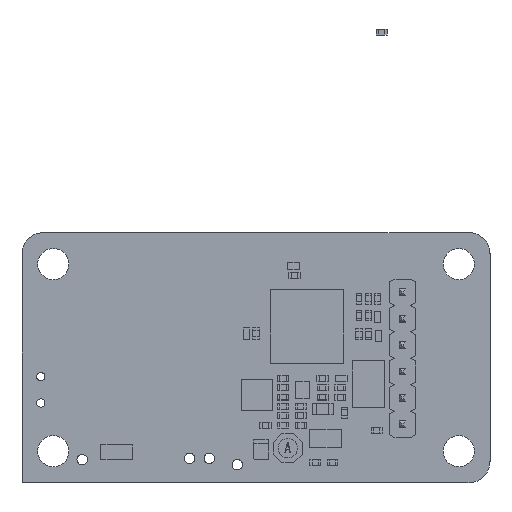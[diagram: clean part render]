
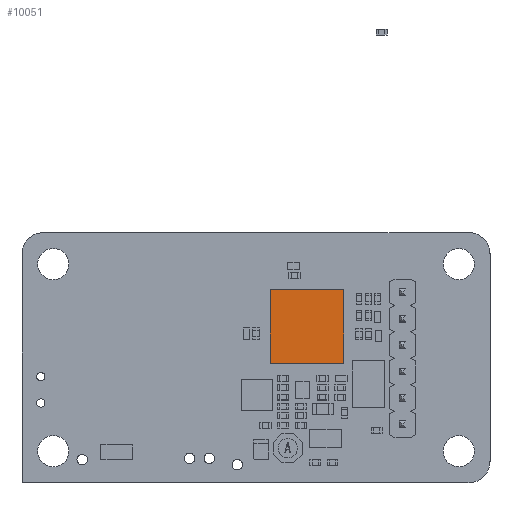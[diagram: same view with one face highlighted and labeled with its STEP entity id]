
A CAD part, top view. The second image highlights one B-rep face of the part: STEP entity #10051.
In plain terms, the highlighted planar face has unit normal (0, 0, 1).
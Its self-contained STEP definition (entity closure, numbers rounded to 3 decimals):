
#9737 = VERTEX_POINT('',#9738);
#9738 = CARTESIAN_POINT('',(3.55,3.55,1.));
#9745 = PLANE('',#9746);
#9746 = AXIS2_PLACEMENT_3D('',#9747,#9748,#9749);
#9747 = CARTESIAN_POINT('',(3.55,3.55,0.));
#9748 = DIRECTION('',(0.,-1.,0.));
#9749 = DIRECTION('',(-1.,0.,0.));
#9757 = PLANE('',#9758);
#9758 = AXIS2_PLACEMENT_3D('',#9759,#9760,#9761);
#9759 = CARTESIAN_POINT('',(3.55,-3.55,0.));
#9760 = DIRECTION('',(-1.,0.,0.));
#9761 = DIRECTION('',(0.,1.,0.));
#9769 = EDGE_CURVE('',#9737,#9770,#9772,.T.);
#9770 = VERTEX_POINT('',#9771);
#9771 = CARTESIAN_POINT('',(-3.55,3.55,1.));
#9772 = SURFACE_CURVE('',#9773,(#9777,#9784),.PCURVE_S1.);
#9773 = LINE('',#9774,#9775);
#9774 = CARTESIAN_POINT('',(3.55,3.55,1.));
#9775 = VECTOR('',#9776,1.);
#9776 = DIRECTION('',(-1.,0.,0.));
#9777 = PCURVE('',#9745,#9778);
#9778 = DEFINITIONAL_REPRESENTATION('',(#9779),#9783);
#9779 = LINE('',#9780,#9781);
#9780 = CARTESIAN_POINT('',(0.,-1.));
#9781 = VECTOR('',#9782,1.);
#9782 = DIRECTION('',(1.,0.));
#9783 = ( GEOMETRIC_REPRESENTATION_CONTEXT(2) 
PARAMETRIC_REPRESENTATION_CONTEXT() REPRESENTATION_CONTEXT('2D SPACE',''
  ) );
#9784 = PCURVE('',#9785,#9790);
#9785 = PLANE('',#9786);
#9786 = AXIS2_PLACEMENT_3D('',#9787,#9788,#9789);
#9787 = CARTESIAN_POINT('',(3.55,3.55,1.));
#9788 = DIRECTION('',(0.,0.,-1.));
#9789 = DIRECTION('',(-1.,0.,0.));
#9790 = DEFINITIONAL_REPRESENTATION('',(#9791),#9795);
#9791 = LINE('',#9792,#9793);
#9792 = CARTESIAN_POINT('',(0.,0.));
#9793 = VECTOR('',#9794,1.);
#9794 = DIRECTION('',(1.,0.));
#9795 = ( GEOMETRIC_REPRESENTATION_CONTEXT(2) 
PARAMETRIC_REPRESENTATION_CONTEXT() REPRESENTATION_CONTEXT('2D SPACE',''
  ) );
#9813 = PLANE('',#9814);
#9814 = AXIS2_PLACEMENT_3D('',#9815,#9816,#9817);
#9815 = CARTESIAN_POINT('',(-3.55,3.55,0.));
#9816 = DIRECTION('',(1.,0.,0.));
#9817 = DIRECTION('',(0.,-1.,0.));
#9855 = EDGE_CURVE('',#9770,#9856,#9858,.T.);
#9856 = VERTEX_POINT('',#9857);
#9857 = CARTESIAN_POINT('',(-3.55,-3.55,1.));
#9858 = SURFACE_CURVE('',#9859,(#9863,#9870),.PCURVE_S1.);
#9859 = LINE('',#9860,#9861);
#9860 = CARTESIAN_POINT('',(-3.55,3.55,1.));
#9861 = VECTOR('',#9862,1.);
#9862 = DIRECTION('',(0.,-1.,0.));
#9863 = PCURVE('',#9813,#9864);
#9864 = DEFINITIONAL_REPRESENTATION('',(#9865),#9869);
#9865 = LINE('',#9866,#9867);
#9866 = CARTESIAN_POINT('',(0.,-1.));
#9867 = VECTOR('',#9868,1.);
#9868 = DIRECTION('',(1.,0.));
#9869 = ( GEOMETRIC_REPRESENTATION_CONTEXT(2) 
PARAMETRIC_REPRESENTATION_CONTEXT() REPRESENTATION_CONTEXT('2D SPACE',''
  ) );
#9870 = PCURVE('',#9785,#9871);
#9871 = DEFINITIONAL_REPRESENTATION('',(#9872),#9876);
#9872 = LINE('',#9873,#9874);
#9873 = CARTESIAN_POINT('',(7.1,0.));
#9874 = VECTOR('',#9875,1.);
#9875 = DIRECTION('',(0.,-1.));
#9876 = ( GEOMETRIC_REPRESENTATION_CONTEXT(2) 
PARAMETRIC_REPRESENTATION_CONTEXT() REPRESENTATION_CONTEXT('2D SPACE',''
  ) );
#9894 = PLANE('',#9895);
#9895 = AXIS2_PLACEMENT_3D('',#9896,#9897,#9898);
#9896 = CARTESIAN_POINT('',(-3.55,-3.55,0.));
#9897 = DIRECTION('',(0.,1.,0.));
#9898 = DIRECTION('',(1.,0.,0.));
#9931 = EDGE_CURVE('',#9856,#9932,#9934,.T.);
#9932 = VERTEX_POINT('',#9933);
#9933 = CARTESIAN_POINT('',(3.55,-3.55,1.));
#9934 = SURFACE_CURVE('',#9935,(#9939,#9946),.PCURVE_S1.);
#9935 = LINE('',#9936,#9937);
#9936 = CARTESIAN_POINT('',(-3.55,-3.55,1.));
#9937 = VECTOR('',#9938,1.);
#9938 = DIRECTION('',(1.,0.,0.));
#9939 = PCURVE('',#9894,#9940);
#9940 = DEFINITIONAL_REPRESENTATION('',(#9941),#9945);
#9941 = LINE('',#9942,#9943);
#9942 = CARTESIAN_POINT('',(0.,-1.));
#9943 = VECTOR('',#9944,1.);
#9944 = DIRECTION('',(1.,0.));
#9945 = ( GEOMETRIC_REPRESENTATION_CONTEXT(2) 
PARAMETRIC_REPRESENTATION_CONTEXT() REPRESENTATION_CONTEXT('2D SPACE',''
  ) );
#9946 = PCURVE('',#9785,#9947);
#9947 = DEFINITIONAL_REPRESENTATION('',(#9948),#9952);
#9948 = LINE('',#9949,#9950);
#9949 = CARTESIAN_POINT('',(7.1,-7.1));
#9950 = VECTOR('',#9951,1.);
#9951 = DIRECTION('',(-1.,0.));
#9952 = ( GEOMETRIC_REPRESENTATION_CONTEXT(2) 
PARAMETRIC_REPRESENTATION_CONTEXT() REPRESENTATION_CONTEXT('2D SPACE',''
  ) );
#10002 = EDGE_CURVE('',#9932,#9737,#10003,.T.);
#10003 = SURFACE_CURVE('',#10004,(#10008,#10015),.PCURVE_S1.);
#10004 = LINE('',#10005,#10006);
#10005 = CARTESIAN_POINT('',(3.55,-3.55,1.));
#10006 = VECTOR('',#10007,1.);
#10007 = DIRECTION('',(0.,1.,0.));
#10008 = PCURVE('',#9757,#10009);
#10009 = DEFINITIONAL_REPRESENTATION('',(#10010),#10014);
#10010 = LINE('',#10011,#10012);
#10011 = CARTESIAN_POINT('',(0.,-1.));
#10012 = VECTOR('',#10013,1.);
#10013 = DIRECTION('',(1.,0.));
#10014 = ( GEOMETRIC_REPRESENTATION_CONTEXT(2) 
PARAMETRIC_REPRESENTATION_CONTEXT() REPRESENTATION_CONTEXT('2D SPACE',''
  ) );
#10015 = PCURVE('',#9785,#10016);
#10016 = DEFINITIONAL_REPRESENTATION('',(#10017),#10021);
#10017 = LINE('',#10018,#10019);
#10018 = CARTESIAN_POINT('',(0.,-7.1));
#10019 = VECTOR('',#10020,1.);
#10020 = DIRECTION('',(0.,1.));
#10021 = ( GEOMETRIC_REPRESENTATION_CONTEXT(2) 
PARAMETRIC_REPRESENTATION_CONTEXT() REPRESENTATION_CONTEXT('2D SPACE',''
  ) );
#10051 = ADVANCED_FACE('',(#10052),#9785,.F.);
#10052 = FACE_BOUND('',#10053,.T.);
#10053 = EDGE_LOOP('',(#10054,#10055,#10056,#10057));
#10054 = ORIENTED_EDGE('',*,*,#9769,.T.);
#10055 = ORIENTED_EDGE('',*,*,#9855,.T.);
#10056 = ORIENTED_EDGE('',*,*,#9931,.T.);
#10057 = ORIENTED_EDGE('',*,*,#10002,.T.);
